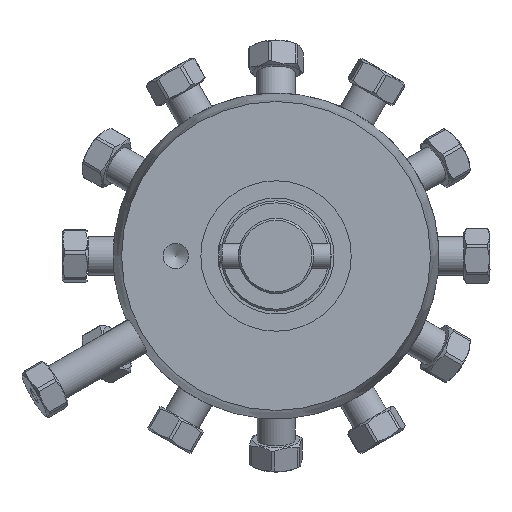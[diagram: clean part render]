
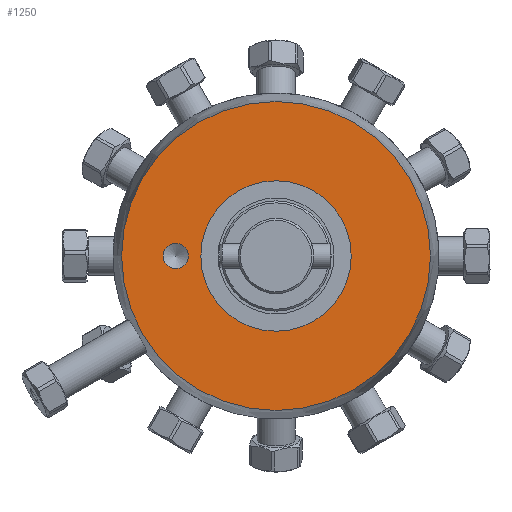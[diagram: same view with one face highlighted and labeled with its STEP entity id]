
A CAD part, left-side view. The second image highlights one B-rep face of the part: STEP entity #1250.
In plain terms, the highlighted planar face has unit normal (-1, 0, 0).
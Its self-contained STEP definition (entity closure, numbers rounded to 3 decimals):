
#751=CARTESIAN_POINT('',(5.715,12.7,1.605));
#752=VERTEX_POINT('',#751);
#753=CARTESIAN_POINT('',(5.715,12.7,0.0));
#754=DIRECTION('',(1.0,0.0,0.0));
#755=DIRECTION('',(0.0,0.0,1.0));
#756=AXIS2_PLACEMENT_3D('',#753,#754,#755);
#757=CIRCLE('',#756,1.605);
#758=EDGE_CURVE('',#752,#752,#757,.T.);
#799=CARTESIAN_POINT('',(5.715,9.525,0.0));
#800=VERTEX_POINT('',#799);
#801=CARTESIAN_POINT('',(5.715,0.0,0.0));
#802=DIRECTION('',(1.0,0.0,0.0));
#803=DIRECTION('',(0.0,1.0,0.0));
#804=AXIS2_PLACEMENT_3D('',#801,#802,#803);
#805=CIRCLE('',#804,9.525);
#806=EDGE_CURVE('',#800,#800,#805,.T.);
#1228=CARTESIAN_POINT('',(5.715,14.546,0.0));
#1229=DIRECTION('',(-1.0,0.0,0.0));
#1230=DIRECTION('',(0.0,0.0,1.0));
#1231=AXIS2_PLACEMENT_3D('',#1228,#1229,#1230);
#1232=PLANE('',#1231);
#1233=CARTESIAN_POINT('',(5.715,19.567,0.0));
#1234=VERTEX_POINT('',#1233);
#1235=CARTESIAN_POINT('',(5.715,0.0,0.0));
#1236=DIRECTION('',(1.0,0.0,0.0));
#1237=DIRECTION('',(0.0,1.0,0.0));
#1238=AXIS2_PLACEMENT_3D('',#1235,#1236,#1237);
#1239=CIRCLE('',#1238,19.567);
#1240=EDGE_CURVE('',#1234,#1234,#1239,.T.);
#1241=ORIENTED_EDGE('',*,*,#1240,.F.);
#1242=EDGE_LOOP('',(#1241));
#1243=FACE_OUTER_BOUND('',#1242,.T.);
#1244=ORIENTED_EDGE('',*,*,#806,.T.);
#1245=EDGE_LOOP('',(#1244));
#1246=FACE_BOUND('',#1245,.T.);
#1247=ORIENTED_EDGE('',*,*,#758,.T.);
#1248=EDGE_LOOP('',(#1247));
#1249=FACE_BOUND('',#1248,.T.);
#1250=ADVANCED_FACE('',(#1243,#1246,#1249),#1232,.T.);
